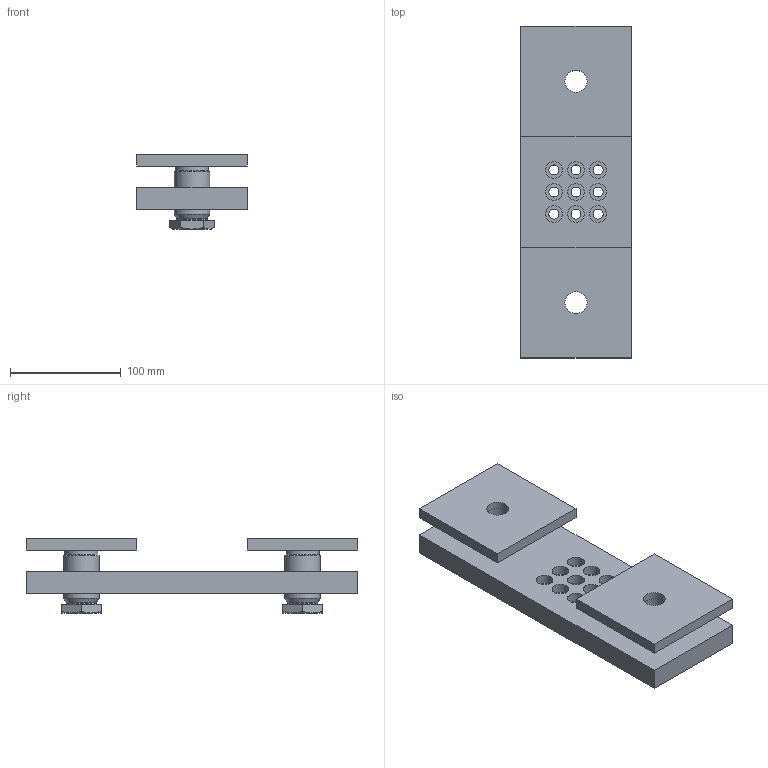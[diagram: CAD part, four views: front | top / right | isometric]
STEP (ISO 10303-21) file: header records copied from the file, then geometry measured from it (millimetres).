
FILE_DESCRIPTION(/* description */ ('Portalplatte 100 x 300'),/* implementation_level */ '2;1');
FILE_NAME(/* name */ 'SZ0321_A.stp',/* time_stamp */ '2015-11-23T11:51:44+01:00',/* author */ ('Marina Kaa'),/* organization */ (''),/* preprocessor_version */ 'ST-DEVELOPER v15.6',/* originating_system */ 'Autodesk Inventor 2015',/* authorisation */ '');
FILE_SCHEMA (('AUTOMOTIVE_DESIGN { 1 0 10303 214 3 1 1 }'));
Length unit declared in the file: millimetre
Products named in the file (4): MK9600321_A; SS3060S-A; SZ0310S-A; SZ0321_A
Bounding box: 100 x 300 x 67 mm (x, y, z)
Volume: 801473.2 mm3; surface area: 153704.2 mm2
Topology: 5 solids, 5 shells, 101 faces, 214 edges, 136 vertices
Faces by surface type: plane 47, cylinder 32, cone 18, torus 4
Full cylindrical faces by diameter (mm): 9 x9, 15 x9, 20 x4, 27.4 x2, 30 x2, 30.376 x2, 32 x2, 33 x2
Entity records: 1802 total; most frequent: DIRECTION 312, CARTESIAN_POINT 299, ORIENTED_EDGE 218, AXIS2_PLACEMENT_3D 138, EDGE_LOOP 136, EDGE_CURVE 109, VERTEX_POINT 89, FACE_BOUND 68
